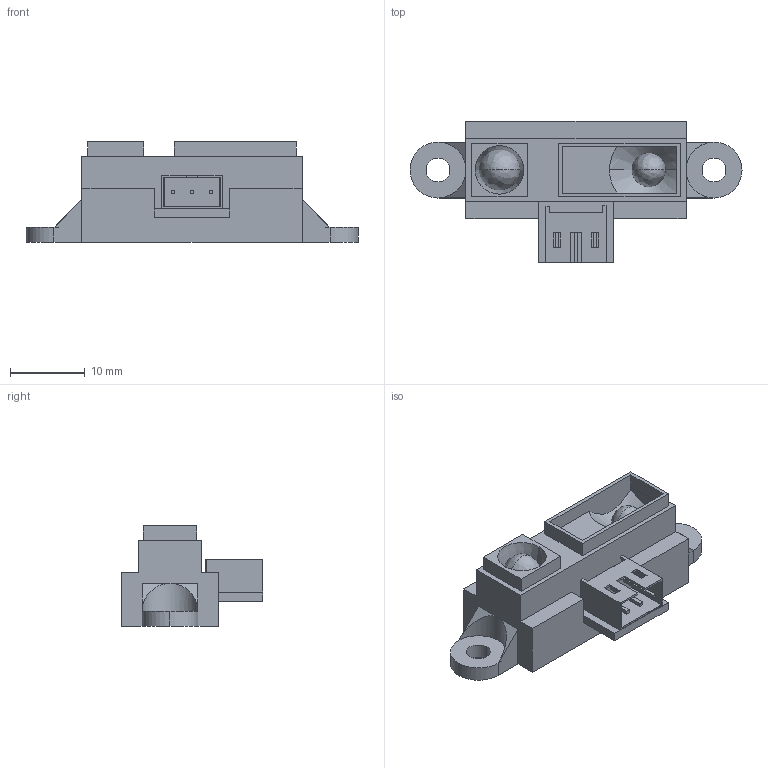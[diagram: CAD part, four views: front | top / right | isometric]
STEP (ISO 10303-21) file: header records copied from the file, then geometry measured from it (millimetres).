
FILE_DESCRIPTION (( 'STEP AP203' ), '1' );
FILE_NAME ('GP2Y0A21YK0F SHARP.STEP', '2021-02-18T15:58:09', ( '' ), ( '' ), 'SwSTEP 2.0', 'SolidWorks 2019', '' );
FILE_SCHEMA (( 'CONFIG_CONTROL_DESIGN' ));
Length unit declared in the file: millimetre
Products named in the file (1): GP2Y0A21YK0F SHARP
Bounding box: 44.5 x 18.9 x 13.5 mm (x, y, z)
Volume: 4148.1 mm3; surface area: 2820.7 mm2
Topology: 1 solids, 1 shells, 373 faces, 949 edges, 593 vertices
Faces by surface type: plane 236, cylinder 65, bspline 56, sphere 8, cone 4, torus 4
Entity records: 14001 total; most frequent: CARTESIAN_POINT 5460, ORIENTED_EDGE 1874, DIRECTION 1494, EDGE_CURVE 937, LINE 716, VECTOR 716, VERTEX_POINT 593, EDGE_LOOP 408
